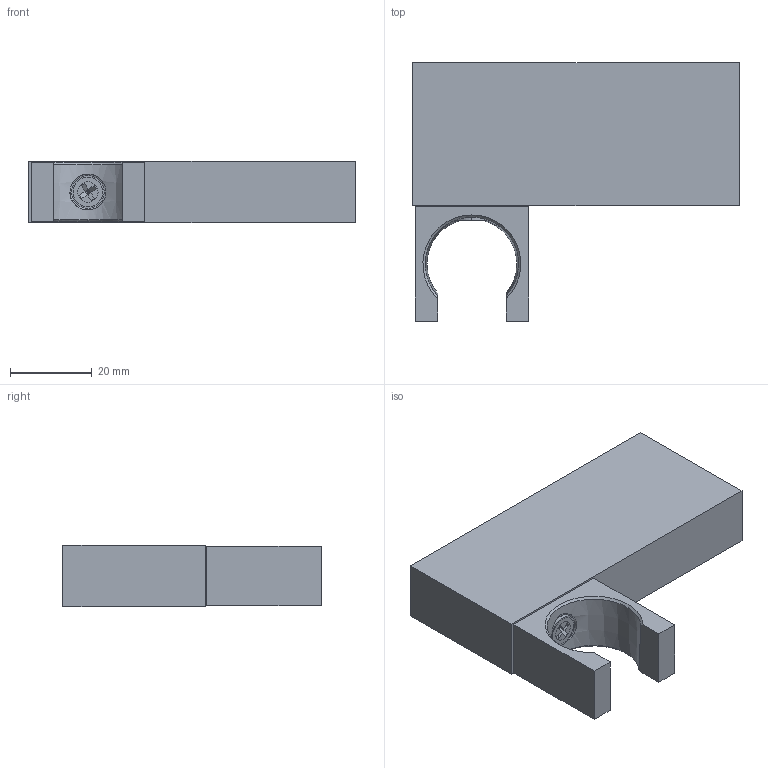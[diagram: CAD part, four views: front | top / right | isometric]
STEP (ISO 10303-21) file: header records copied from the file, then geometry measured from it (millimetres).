
FILE_DESCRIPTION (( 'STEP AP203' ), '1' );
FILE_NAME ('261800.STEP', '2025-06-11T06:07:15', ( '' ), ( '' ), 'SwSTEP 2.0', 'SolidWorks 2021', '' );
FILE_SCHEMA (( 'CONFIG_CONTROL_DESIGN' ));
Length unit declared in the file: millimetre
Products named in the file (1): 261800
Bounding box: 80 x 63.25 x 15 mm (x, y, z)
Volume: 31703.9 mm3; surface area: 19695.4 mm2
Topology: 8 solids, 8 shells, 168 faces, 358 edges, 210 vertices
Faces by surface type: plane 90, cylinder 46, cone 32
Entity records: 4608 total; most frequent: CARTESIAN_POINT 884, DIRECTION 786, ORIENTED_EDGE 708, EDGE_CURVE 354, AXIS2_PLACEMENT_3D 278, LINE 230, VECTOR 230, VERTEX_POINT 210
